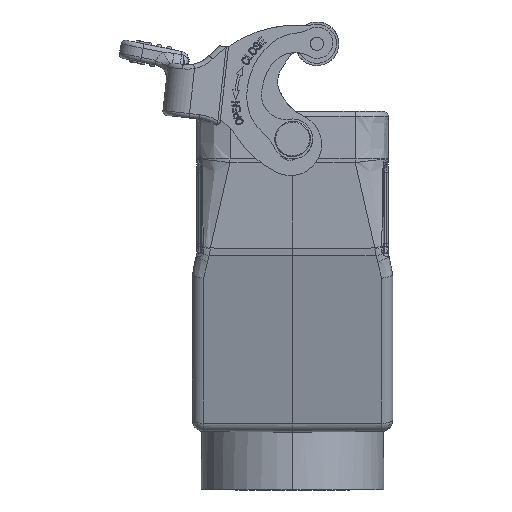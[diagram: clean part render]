
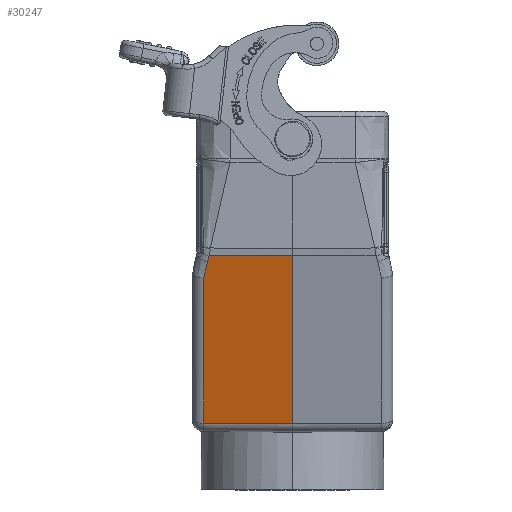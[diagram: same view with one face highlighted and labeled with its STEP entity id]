
A CAD part, left-side view. The second image highlights one B-rep face of the part: STEP entity #30247.
In plain terms, the highlighted planar face has unit normal (-0.966, 0.009, -0.259).
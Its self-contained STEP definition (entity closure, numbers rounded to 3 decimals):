
#3378=CARTESIAN_POINT('',(-34.58,0.,
-32.345));
#3380=DIRECTION('',(-0.259,0.,0.966));
#3381=VECTOR('',#3380,33.727);
#3382=CARTESIAN_POINT('',(-24.317,20.022,
-69.972));
#3383=LINE('',#3382,#3381);
#3384=DIRECTION('',(-0.009,-1.,-0.002));
#3385=VECTOR('',#3384,18.768);
#3386=CARTESIAN_POINT('',(-34.418,18.767,
-32.316));
#3387=LINE('',#3386,#3385);
#3388=DIRECTION('',(0.259,0.,-0.966));
#3389=VECTOR('',#3388,39.136);
#3390=CARTESIAN_POINT('',(-34.58,0.,
-32.345));
#3391=LINE('',#3390,#3389);
#3392=DIRECTION('',(0.007,1.,0.009));
#3393=VECTOR('',#3392,20.023);
#3394=CARTESIAN_POINT('',(-24.451,0.,
-70.147));
#3395=LINE('',#3394,#3393);
#3396=CARTESIAN_POINT('',(-34.05,19.115,
-33.678));
#3397=CARTESIAN_POINT('',(-33.923,19.256,
-34.147));
#3398=CARTESIAN_POINT('',(-33.681,19.509,
-35.044));
#3399=CARTESIAN_POINT('',(-33.428,19.735,
-35.978));
#3400=CARTESIAN_POINT('',(-33.178,19.927,
-36.904));
#3401=CARTESIAN_POINT('',(-33.046,20.022,
-37.395));
#3403=CARTESIAN_POINT('',(-33.046,20.022,
-37.395));
#3420=CARTESIAN_POINT('',(-34.418,18.767,
-32.316));
#3421=CARTESIAN_POINT('',(-34.395,18.789,
-32.403));
#3422=CARTESIAN_POINT('',(-34.336,18.844,
-32.622));
#3423=CARTESIAN_POINT('',(-34.16,18.999,
-33.274));
#3424=CARTESIAN_POINT('',(-34.085,19.077,
-33.549));
#3425=CARTESIAN_POINT('',(-34.05,19.115,
-33.678));
#19696=CARTESIAN_POINT('',(-24.451,0.,
-70.147));
#19697=VERTEX_POINT('',#19696);
#19701=CARTESIAN_POINT('',(-24.317,20.022,
-69.972));
#19703=VERTEX_POINT('',#19701);
#19707=VERTEX_POINT('',#3403);
#19902=VERTEX_POINT('',#3378);
#19903=CARTESIAN_POINT('',(-34.418,18.767,
-32.316));
#19904=VERTEX_POINT('',#19903);
#19907=VERTEX_POINT('',#3396);
#30232=CARTESIAN_POINT('',(-29.431,10.011,
-51.223));
#30233=DIRECTION('',(0.966,-0.009,0.259));
#30234=DIRECTION('',(-0.259,0.,0.966));
#30235=AXIS2_PLACEMENT_3D('',#30232,#30233,#30234);
#30236=PLANE('',#30235);
#30237=ORIENTED_EDGE('',*,*,#29044,.T.);
#30239=ORIENTED_EDGE('',*,*,#30238,.F.);
#30241=ORIENTED_EDGE('',*,*,#30240,.F.);
#30242=ORIENTED_EDGE('',*,*,#30220,.T.);
#30243=ORIENTED_EDGE('',*,*,#28978,.T.);
#30244=ORIENTED_EDGE('',*,*,#29012,.T.);
#30245=EDGE_LOOP('',(#30237,#30239,#30241,#30242,#30243,#30244));
#30246=FACE_OUTER_BOUND('',#30245,.F.);
#30247=ADVANCED_FACE('',(#30246),#30236,.F.);
#3402=B_SPLINE_CURVE_WITH_KNOTS('',3,(#3396,#3397,#3398,#3399,#3400,#3401),
.UNSPECIFIED.,.F.,.F.,(4,1,1,4),(0.,0.333,0.667,1.),
.UNSPECIFIED.);
#3426=B_SPLINE_CURVE_WITH_KNOTS('',3,(#3420,#3421,#3422,#3423,#3424,#3425),
.UNSPECIFIED.,.F.,.F.,(4,1,1,4),(0.,0.333,0.667,1.),
.UNSPECIFIED.);
#28978=EDGE_CURVE('',#19902,#19697,#3391,.T.);
#29012=EDGE_CURVE('',#19697,#19703,#3395,.T.);
#29044=EDGE_CURVE('',#19703,#19707,#3383,.T.);
#30220=EDGE_CURVE('',#19904,#19902,#3387,.T.);
#30238=EDGE_CURVE('',#19907,#19707,#3402,.T.);
#30240=EDGE_CURVE('',#19904,#19907,#3426,.T.);
